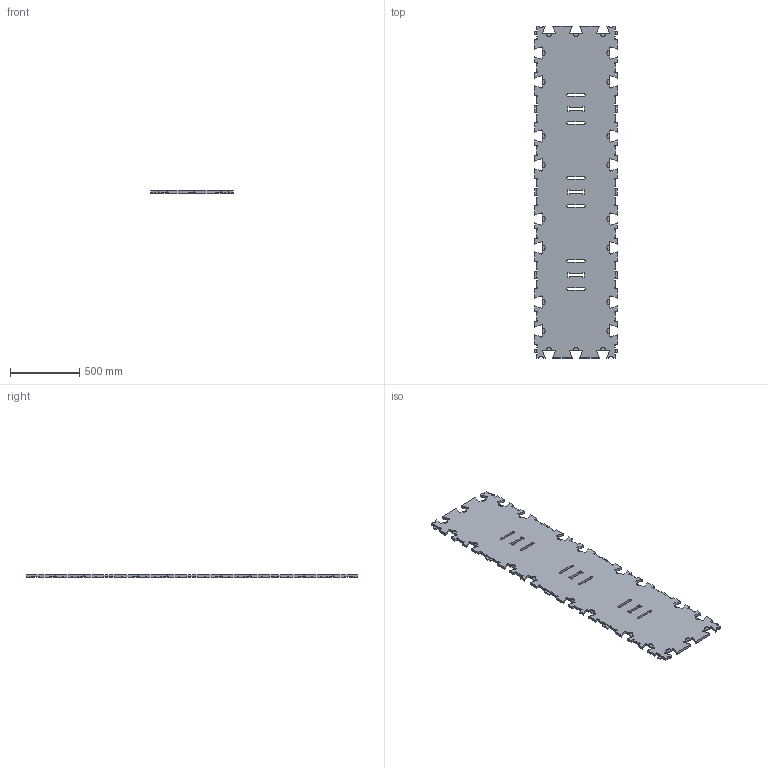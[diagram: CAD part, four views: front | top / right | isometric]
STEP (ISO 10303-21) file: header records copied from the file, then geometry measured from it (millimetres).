
FILE_DESCRIPTION(('Open CASCADE Model'),'2;1');
FILE_NAME('Open CASCADE Shape Model','2024-03-07T22:27:06',('Author'),( 'Open CASCADE'),'Open CASCADE STEP processor 7.7','Open CASCADE 7.7' ,'Unknown');
FILE_SCHEMA(('AUTOMOTIVE_DESIGN { 1 0 10303 214 1 1 1 1 }'));
Length unit declared in the file: millimetre
Products named in the file (1): Open CASCADE STEP translator 7.7 1
Bounding box: 600 x 2400 x 18 mm (x, y, z)
Volume: 23018068.1 mm3; surface area: 2824313.8 mm2
Topology: 1 solids, 1 shells, 546 faces, 1632 edges, 1088 vertices
Faces by surface type: plane 402, cylinder 144
Entity records: 18310 total; most frequent: CARTESIAN_POINT 3267, ORIENTED_EDGE 3264, DIRECTION 3014, EDGE_CURVE 1632, LINE 1344, VECTOR 1344, VERTEX_POINT 1088, AXIS2_PLACEMENT_3D 835
